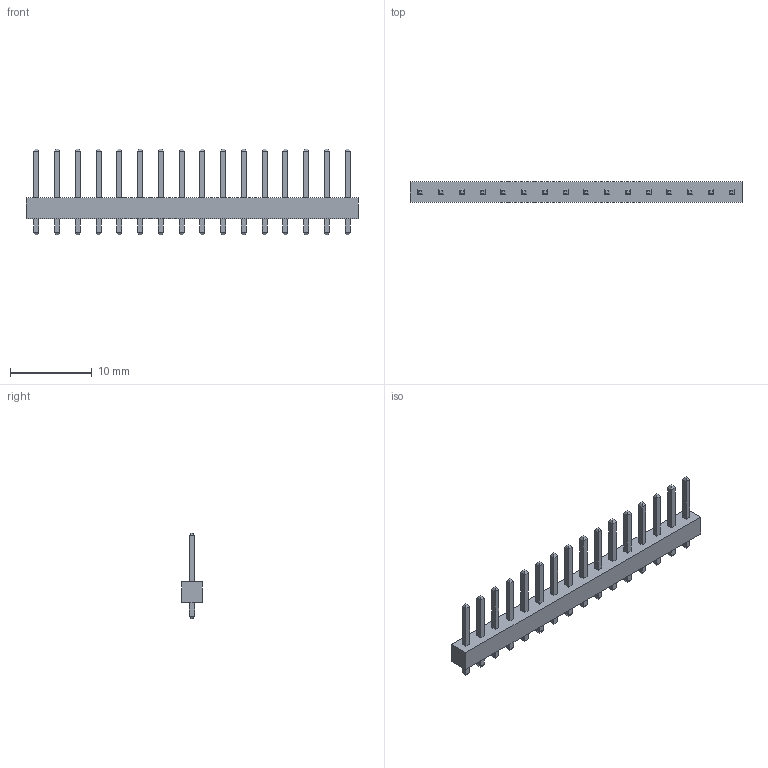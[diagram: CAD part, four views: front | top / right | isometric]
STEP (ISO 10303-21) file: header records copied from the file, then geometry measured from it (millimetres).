
FILE_DESCRIPTION (( 'STEP AP214' ), '1' );
FILE_NAME ( 'HDR16P.STEP', '2024-12-19T16:39:31', ( '' ), ( '' ), '', '©2017-2022 PCBL', '' );
FILE_SCHEMA (( 'AUTOMOTIVE_DESIGN' ));
Length unit declared in the file: millimetre
Products named in the file (1): HDR16P
Bounding box: 40.64 x 2.5 x 10.5 mm (x, y, z)
Volume: 308.5 mm3; surface area: 760.4 mm2
Topology: 33 solids, 33 shells, 326 faces, 652 edges, 392 vertices
Faces by surface type: plane 326
Entity records: 9155 total; most frequent: CARTESIAN_POINT 1371, DIRECTION 1306, ORIENTED_EDGE 1304, VECTOR 652, LINE 652, EDGE_CURVE 652, VERTEX_POINT 392, STYLED_ITEM 360
